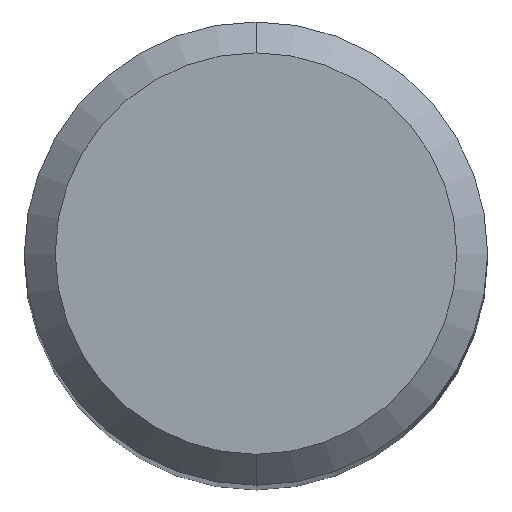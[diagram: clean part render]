
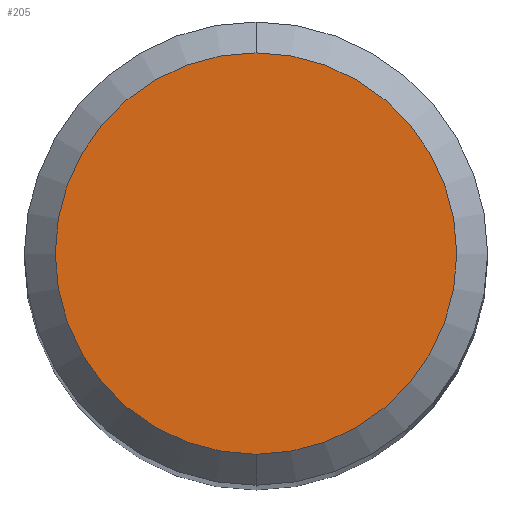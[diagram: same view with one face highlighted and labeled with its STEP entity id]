
A CAD part, top view. The second image highlights one B-rep face of the part: STEP entity #205.
In plain terms, the highlighted planar face has unit normal (0, 0, 1).
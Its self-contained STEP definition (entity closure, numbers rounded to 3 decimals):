
#173=VERTEX_POINT('',#464);
#193=VERTEX_POINT('',#488);
#205=ADVANCED_FACE('',(#502),#503,.T.);
#209=EDGE_CURVE('',#173,#193,#507,.T.);
#371=EDGE_CURVE('',#193,#173,#687,.T.);
#464=CARTESIAN_POINT('',(0.0,2.6,0.0));
#488=CARTESIAN_POINT('',(0.,-2.6,0.0));
#502=FACE_OUTER_BOUND('',#859,.T.);
#503=PLANE('',#860);
#507=CIRCLE('',#867,2.6);
#687=CIRCLE('',#1211,2.6);
#859=EDGE_LOOP('',(#1446,#1447));
#860=AXIS2_PLACEMENT_3D('',#1448,#1449,#1450);
#867=AXIS2_PLACEMENT_3D('',#1452,#1453,#1454);
#1211=AXIS2_PLACEMENT_3D('',#1653,#1654,#1655);
#1446=ORIENTED_EDGE('',*,*,#209,.F.);
#1447=ORIENTED_EDGE('',*,*,#371,.F.);
#1448=CARTESIAN_POINT('',(0.0,1.3,0.0));
#1449=DIRECTION('',(-0.0,0.0,1.0));
#1450=DIRECTION('',(0.0,-1.0,0.0));
#1452=CARTESIAN_POINT('',(0.0,0.0,0.0));
#1453=DIRECTION('',(0.0,0.0,-1.0));
#1454=DIRECTION('',(0.0,1.0,0.0));
#1653=CARTESIAN_POINT('',(0.0,0.0,0.0));
#1654=DIRECTION('',(0.0,0.0,-1.0));
#1655=DIRECTION('',(0.0,1.0,0.0));
